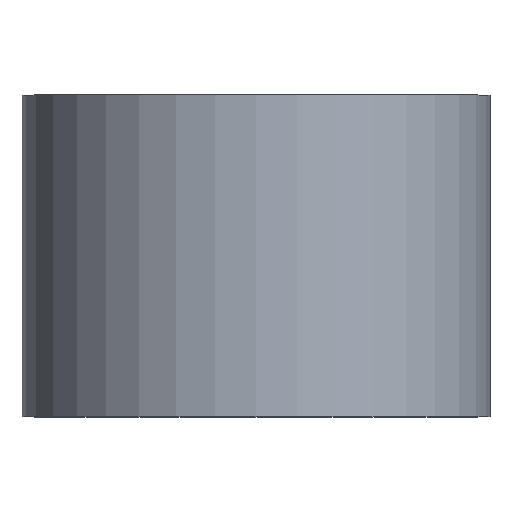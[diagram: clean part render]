
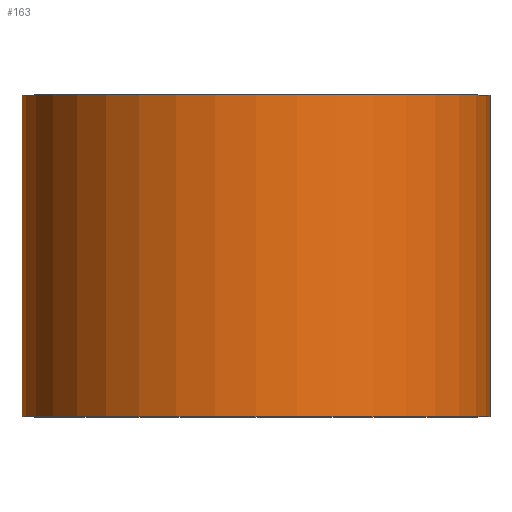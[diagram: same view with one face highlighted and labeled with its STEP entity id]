
A CAD part, top view. The second image highlights one B-rep face of the part: STEP entity #163.
In plain terms, the highlighted cylindrical face has radius 16 mm (diameter 32 mm), a full revolution.
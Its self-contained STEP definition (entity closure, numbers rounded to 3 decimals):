
#17=FACE_BOUND('',#50,.T.);
#21=B_SPLINE_CURVE_WITH_KNOTS('',3,(#318,#319,#320,#321,#322,#323,#324,
#325,#326,#327,#328,#329,#330,#331,#332,#333,#334,#335,#336,#337,#338,#339,
#340,#341,#342,#343,#344,#345,#346,#347,#348,#349,#350,#351),
 .UNSPECIFIED.,.T.,.F.,(4,2,2,2,2,2,2,2,2,2,2,2,2,2,2,2,4),(0.,0.209,
0.418,0.627,0.836,1.045,
1.254,1.463,1.672,1.881,2.09,
2.299,2.508,2.717,2.926,3.135,
3.345),.UNSPECIFIED.);
#28=CYLINDRICAL_SURFACE('',#198,16.);
#37=FACE_OUTER_BOUND('',#49,.T.);
#49=EDGE_LOOP('',(#139,#140,#141,#142));
#50=EDGE_LOOP('',(#143));
#58=CIRCLE('',#194,16.);
#59=CIRCLE('',#196,16.);
#65=LINE('',#362,#71);
#71=VECTOR('',#247,16.);
#83=VERTEX_POINT('',#316);
#84=VERTEX_POINT('',#354);
#85=VERTEX_POINT('',#357);
#102=EDGE_CURVE('',#83,#83,#21,.T.);
#103=EDGE_CURVE('',#84,#84,#58,.T.);
#104=EDGE_CURVE('',#85,#85,#59,.T.);
#106=EDGE_CURVE('',#85,#84,#65,.T.);
#139=ORIENTED_EDGE('',*,*,#104,.F.);
#140=ORIENTED_EDGE('',*,*,#106,.T.);
#141=ORIENTED_EDGE('',*,*,#103,.F.);
#142=ORIENTED_EDGE('',*,*,#106,.F.);
#143=ORIENTED_EDGE('',*,*,#102,.T.);
#163=ADVANCED_FACE('',(#37,#17),#28,.T.);
#194=AXIS2_PLACEMENT_3D('',#355,#236,#237);
#196=AXIS2_PLACEMENT_3D('',#358,#240,#241);
#198=AXIS2_PLACEMENT_3D('',#361,#245,#246);
#236=DIRECTION('center_axis',(0.,-1.,0.));
#237=DIRECTION('ref_axis',(1.,0.,0.));
#240=DIRECTION('center_axis',(0.,1.,0.));
#241=DIRECTION('ref_axis',(1.,0.,0.));
#245=DIRECTION('center_axis',(0.,-1.,0.));
#246=DIRECTION('ref_axis',(1.,0.,0.));
#247=DIRECTION('',(0.,-1.,0.));
#316=CARTESIAN_POINT('',(-5.5,-4.5,-15.025));
#318=CARTESIAN_POINT('Ctrl Pts',(-5.5,-4.5,-15.025));
#319=CARTESIAN_POINT('Ctrl Pts',(-5.5,-5.197,-15.025));
#320=CARTESIAN_POINT('Ctrl Pts',(-5.36,-5.936,-15.079));
#321=CARTESIAN_POINT('Ctrl Pts',(-4.797,-7.289,-15.267));
#322=CARTESIAN_POINT('Ctrl Pts',(-4.374,-7.904,-15.399));
#323=CARTESIAN_POINT('Ctrl Pts',(-3.404,-8.874,-15.642));
#324=CARTESIAN_POINT('Ctrl Pts',(-2.789,-9.297,-15.77));
#325=CARTESIAN_POINT('Ctrl Pts',(-1.436,-9.86,-15.95));
#326=CARTESIAN_POINT('Ctrl Pts',(-0.697,-10.,-16.));
#327=CARTESIAN_POINT('Ctrl Pts',(0.697,-10.,-16.));
#328=CARTESIAN_POINT('Ctrl Pts',(1.436,-9.86,-15.95));
#329=CARTESIAN_POINT('Ctrl Pts',(2.789,-9.297,-15.77));
#330=CARTESIAN_POINT('Ctrl Pts',(3.404,-8.874,-15.642));
#331=CARTESIAN_POINT('Ctrl Pts',(4.374,-7.904,-15.399));
#332=CARTESIAN_POINT('Ctrl Pts',(4.797,-7.289,-15.267));
#333=CARTESIAN_POINT('Ctrl Pts',(5.36,-5.936,-15.079));
#334=CARTESIAN_POINT('Ctrl Pts',(5.5,-5.197,-15.025));
#335=CARTESIAN_POINT('Ctrl Pts',(5.5,-3.803,-15.025));
#336=CARTESIAN_POINT('Ctrl Pts',(5.36,-3.064,-15.079));
#337=CARTESIAN_POINT('Ctrl Pts',(4.797,-1.711,-15.267));
#338=CARTESIAN_POINT('Ctrl Pts',(4.374,-1.096,-15.399));
#339=CARTESIAN_POINT('Ctrl Pts',(3.404,-0.126,-15.642));
#340=CARTESIAN_POINT('Ctrl Pts',(2.789,0.297,-15.77));
#341=CARTESIAN_POINT('Ctrl Pts',(1.436,0.86,-15.95));
#342=CARTESIAN_POINT('Ctrl Pts',(0.697,1.,-16.));
#343=CARTESIAN_POINT('Ctrl Pts',(-0.697,1.,-16.));
#344=CARTESIAN_POINT('Ctrl Pts',(-1.436,0.86,-15.95));
#345=CARTESIAN_POINT('Ctrl Pts',(-2.789,0.297,-15.77));
#346=CARTESIAN_POINT('Ctrl Pts',(-3.404,-0.126,-15.642));
#347=CARTESIAN_POINT('Ctrl Pts',(-4.374,-1.096,-15.399));
#348=CARTESIAN_POINT('Ctrl Pts',(-4.797,-1.711,-15.267));
#349=CARTESIAN_POINT('Ctrl Pts',(-5.36,-3.064,-15.079));
#350=CARTESIAN_POINT('Ctrl Pts',(-5.5,-3.803,-15.025));
#351=CARTESIAN_POINT('Ctrl Pts',(-5.5,-4.5,-15.025));
#354=CARTESIAN_POINT('',(-16.,-12.,0.));
#355=CARTESIAN_POINT('Origin',(0.,-12.,0.));
#357=CARTESIAN_POINT('',(-16.,10.,0.));
#358=CARTESIAN_POINT('Origin',(0.,10.,0.));
#361=CARTESIAN_POINT('Origin',(0.,0.,0.));
#362=CARTESIAN_POINT('',(-16.,0.,0.));
